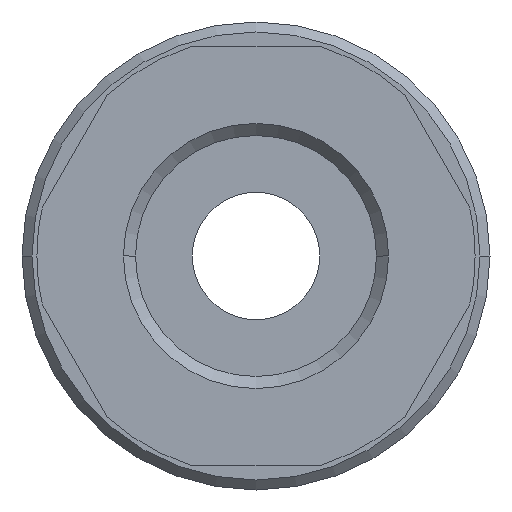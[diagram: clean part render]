
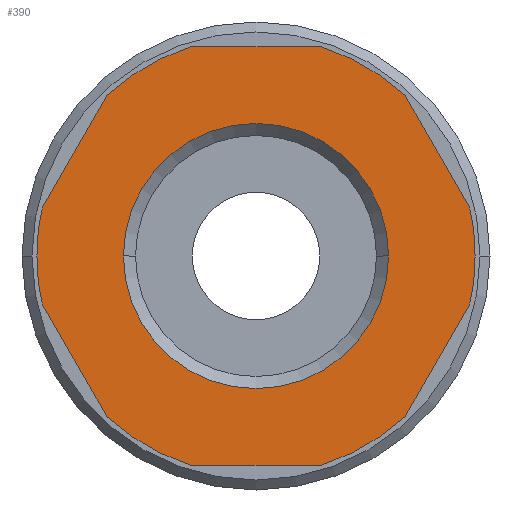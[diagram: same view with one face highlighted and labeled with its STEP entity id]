
A CAD part, front view. The second image highlights one B-rep face of the part: STEP entity #390.
In plain terms, the highlighted planar face has unit normal (0, -1, 0).
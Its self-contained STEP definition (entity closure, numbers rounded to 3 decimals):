
#390=ADVANCED_FACE('',(#791,#792),#793,.T.);
#791=FACE_BOUND('',#1186,.T.);
#792=FACE_OUTER_BOUND('',#1187,.T.);
#793=PLANE('',#1188);
#1186=EDGE_LOOP('',(#2186,#2187));
#1187=EDGE_LOOP('',(#2188,#2189,#2190,#2191,#2192,#2193,#2194,#2195,#2196,#2197,#2198,#2199,#2200,#2201));
#1188=AXIS2_PLACEMENT_3D('',#2202,#2203,#2204);
#2186=ORIENTED_EDGE('',*,*,#2361,.T.);
#2187=ORIENTED_EDGE('',*,*,#2382,.T.);
#2188=ORIENTED_EDGE('',*,*,#2513,.F.);
#2189=ORIENTED_EDGE('',*,*,#2601,.F.);
#2190=ORIENTED_EDGE('',*,*,#2421,.F.);
#2191=ORIENTED_EDGE('',*,*,#2536,.F.);
#2192=ORIENTED_EDGE('',*,*,#2544,.F.);
#2193=ORIENTED_EDGE('',*,*,#2447,.F.);
#2194=ORIENTED_EDGE('',*,*,#2288,.F.);
#2195=ORIENTED_EDGE('',*,*,#2323,.F.);
#2196=ORIENTED_EDGE('',*,*,#2500,.F.);
#2197=ORIENTED_EDGE('',*,*,#2494,.F.);
#2198=ORIENTED_EDGE('',*,*,#2311,.F.);
#2199=ORIENTED_EDGE('',*,*,#2301,.F.);
#2200=ORIENTED_EDGE('',*,*,#2306,.F.);
#2201=ORIENTED_EDGE('',*,*,#2390,.F.);
#2202=CARTESIAN_POINT('',(5.5,0.0,0.0));
#2203=DIRECTION('',(-0.0,-1.0,-0.0));
#2204=DIRECTION('',(-1.0,0.0,0.0));
#2288=EDGE_CURVE('',#2725,#2720,#2727,.T.);
#2301=EDGE_CURVE('',#2744,#2746,#2747,.T.);
#2306=EDGE_CURVE('',#2753,#2744,#2755,.T.);
#2311=EDGE_CURVE('',#2746,#2759,#2762,.T.);
#2323=EDGE_CURVE('',#2780,#2725,#2782,.T.);
#2361=EDGE_CURVE('',#2840,#2838,#2841,.T.);
#2382=EDGE_CURVE('',#2838,#2840,#2871,.T.);
#2390=EDGE_CURVE('',#2881,#2753,#2883,.T.);
#2421=EDGE_CURVE('',#2923,#2925,#2926,.T.);
#2447=EDGE_CURVE('',#2720,#2961,#2962,.T.);
#2494=EDGE_CURVE('',#2759,#3022,#3023,.T.);
#2500=EDGE_CURVE('',#3022,#2780,#3029,.T.);
#2513=EDGE_CURVE('',#3041,#2881,#3043,.T.);
#2536=EDGE_CURVE('',#3069,#2923,#3071,.T.);
#2544=EDGE_CURVE('',#2961,#3069,#3081,.T.);
#2601=EDGE_CURVE('',#2925,#3041,#3145,.T.);
#2720=VERTEX_POINT('',#3391);
#2725=VERTEX_POINT('',#3397);
#2727=CIRCLE('',#3400,11.0);
#2744=VERTEX_POINT('',#3430);
#2746=VERTEX_POINT('',#3433);
#2747=LINE('',#3434,#3435);
#2753=VERTEX_POINT('',#3443);
#2755=CIRCLE('',#3446,11.0);
#2759=VERTEX_POINT('',#3450);
#2762=CIRCLE('',#3454,11.0);
#2780=VERTEX_POINT('',#3476);
#2782=LINE('',#3479,#3480);
#2838=VERTEX_POINT('',#3557);
#2840=VERTEX_POINT('',#3560);
#2841=CIRCLE('',#3561,6.655);
#2871=CIRCLE('',#3652,6.655);
#2881=VERTEX_POINT('',#3664);
#2883=CIRCLE('',#3667,11.0);
#2923=VERTEX_POINT('',#3726);
#2925=VERTEX_POINT('',#3729);
#2926=LINE('',#3730,#3731);
#2961=VERTEX_POINT('',#3786);
#2962=CIRCLE('',#3787,11.0);
#3022=VERTEX_POINT('',#3870);
#3023=LINE('',#3871,#3872);
#3029=CIRCLE('',#3881,11.0);
#3041=VERTEX_POINT('',#3893);
#3043=LINE('',#3896,#3897);
#3069=VERTEX_POINT('',#3927);
#3071=CIRCLE('',#3930,11.0);
#3081=LINE('',#3942,#3943);
#3145=CIRCLE('',#4061,11.0);
#3391=CARTESIAN_POINT('',(11.0,0.0,0.));
#3397=CARTESIAN_POINT('',(10.733,0.0,2.411));
#3400=AXIS2_PLACEMENT_3D('',#4162,#4163,#4164);
#3430=CARTESIAN_POINT('',(-10.733,0.0,2.411));
#3433=CARTESIAN_POINT('',(-7.454,0.0,8.089));
#3434=CARTESIAN_POINT('',(-8.406,0.0,6.441));
#3435=VECTOR('',#4180,1.0);
#3443=CARTESIAN_POINT('',(-11.0,0.0,0.));
#3446=AXIS2_PLACEMENT_3D('',#4184,#4185,#4186);
#3450=CARTESIAN_POINT('',(-3.279,0.0,10.5));
#3454=AXIS2_PLACEMENT_3D('',#4194,#4195,#4196);
#3476=CARTESIAN_POINT('',(7.454,0.0,8.089));
#3479=CARTESIAN_POINT('',(9.781,0.0,4.059));
#3480=VECTOR('',#4211,1.0);
#3557=CARTESIAN_POINT('',(6.655,0.0,0.));
#3560=CARTESIAN_POINT('',(-6.655,0.0,0.));
#3561=AXIS2_PLACEMENT_3D('',#4271,#4272,#4273);
#3652=AXIS2_PLACEMENT_3D('',#4292,#4293,#4294);
#3664=CARTESIAN_POINT('',(-10.733,0.0,-2.411));
#3667=AXIS2_PLACEMENT_3D('',#4304,#4305,#4306);
#3726=CARTESIAN_POINT('',(3.279,0.0,-10.5));
#3729=CARTESIAN_POINT('',(-3.279,0.0,-10.5));
#3730=CARTESIAN_POINT('',(2.75,0.0,-10.5));
#3731=VECTOR('',#4346,1.0);
#3786=CARTESIAN_POINT('',(10.733,0.0,-2.411));
#3787=AXIS2_PLACEMENT_3D('',#4380,#4381,#4382);
#3870=CARTESIAN_POINT('',(3.279,0.0,10.5));
#3871=CARTESIAN_POINT('',(2.75,0.0,10.5));
#3872=VECTOR('',#4455,1.0);
#3881=AXIS2_PLACEMENT_3D('',#4459,#4460,#4461);
#3893=CARTESIAN_POINT('',(-7.454,0.0,-8.089));
#3896=CARTESIAN_POINT('',(-8.406,0.0,-6.441));
#3897=VECTOR('',#4478,1.0);
#3927=CARTESIAN_POINT('',(7.454,0.0,-8.089));
#3930=AXIS2_PLACEMENT_3D('',#4511,#4512,#4513);
#3942=CARTESIAN_POINT('',(9.781,0.0,-4.059));
#3943=VECTOR('',#4522,1.0);
#4061=AXIS2_PLACEMENT_3D('',#4569,#4570,#4571);
#4162=CARTESIAN_POINT('',(0.0,0.0,0.0));
#4163=DIRECTION('',(-0.0,1.0,0.0));
#4164=DIRECTION('',(1.0,0.0,0.0));
#4180=DIRECTION('',(0.5,-0.0,0.866));
#4184=CARTESIAN_POINT('',(0.0,0.0,0.0));
#4185=DIRECTION('',(-0.0,1.0,0.0));
#4186=DIRECTION('',(1.0,0.0,0.0));
#4194=CARTESIAN_POINT('',(0.0,0.0,0.0));
#4195=DIRECTION('',(-0.0,1.0,0.0));
#4196=DIRECTION('',(1.0,0.0,0.0));
#4211=DIRECTION('',(0.5,0.0,-0.866));
#4271=CARTESIAN_POINT('',(0.0,0.0,0.0));
#4272=DIRECTION('',(-0.0,1.0,0.0));
#4273=DIRECTION('',(1.0,0.0,0.0));
#4292=CARTESIAN_POINT('',(0.0,0.0,0.0));
#4293=DIRECTION('',(-0.0,1.0,0.0));
#4294=DIRECTION('',(1.0,0.0,0.0));
#4304=CARTESIAN_POINT('',(0.0,0.0,0.0));
#4305=DIRECTION('',(-0.0,1.0,0.0));
#4306=DIRECTION('',(1.0,0.0,0.0));
#4346=DIRECTION('',(-1.0,0.0,0.0));
#4380=CARTESIAN_POINT('',(0.0,0.0,0.0));
#4381=DIRECTION('',(-0.0,1.0,0.0));
#4382=DIRECTION('',(1.0,0.0,0.0));
#4455=DIRECTION('',(1.0,-0.0,0.));
#4459=CARTESIAN_POINT('',(0.0,0.0,0.0));
#4460=DIRECTION('',(-0.0,1.0,0.0));
#4461=DIRECTION('',(1.0,0.0,0.0));
#4478=DIRECTION('',(-0.5,0.0,0.866));
#4511=CARTESIAN_POINT('',(0.0,0.0,0.0));
#4512=DIRECTION('',(-0.0,1.0,0.0));
#4513=DIRECTION('',(1.0,0.0,0.0));
#4522=DIRECTION('',(-0.5,0.0,-0.866));
#4569=CARTESIAN_POINT('',(0.0,0.0,0.0));
#4570=DIRECTION('',(-0.0,1.0,0.0));
#4571=DIRECTION('',(1.0,0.0,0.0));
